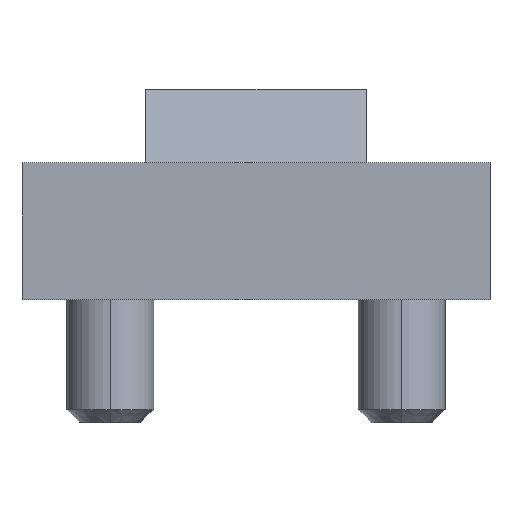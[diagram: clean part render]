
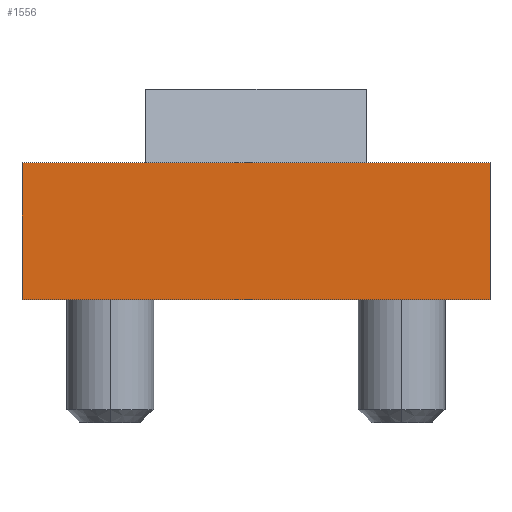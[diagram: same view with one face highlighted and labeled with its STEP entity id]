
A CAD part, left-side view. The second image highlights one B-rep face of the part: STEP entity #1556.
In plain terms, the highlighted planar face has unit normal (-1, 0, 0).
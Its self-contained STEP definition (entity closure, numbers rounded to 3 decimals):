
#18 = DIRECTION ( 'NONE',  ( 0., -1., 0. ) ) ;
#54 = DIRECTION ( 'NONE',  ( 0., 0., 1. ) ) ;
#65 = LINE ( 'NONE', #2102, #3035 ) ;
#149 = FACE_OUTER_BOUND ( 'NONE', #2857, .T. ) ;
#197 = LINE ( 'NONE', #3315, #2199 ) ;
#254 = EDGE_CURVE ( 'NONE', #1892, #2480, #1795, .T. ) ;
#392 = ORIENTED_EDGE ( 'NONE', *, *, #1035, .T. ) ;
#424 = VECTOR ( 'NONE', #2943, 1000. ) ;
#520 = CARTESIAN_POINT ( 'NONE',  ( -12.7, 43.688, 0. ) ) ;
#807 = VERTEX_POINT ( 'NONE', #1535 ) ;
#841 = ORIENTED_EDGE ( 'NONE', *, *, #254, .F. ) ;
#1035 = EDGE_CURVE ( 'NONE', #1892, #3010, #1108, .T. ) ;
#1108 = LINE ( 'NONE', #3243, #2377 ) ;
#1159 = DIRECTION ( 'NONE',  ( 1., 0., 0. ) ) ;
#1486 = CARTESIAN_POINT ( 'NONE',  ( -12.7, -10.16, 0. ) ) ;
#1533 = EDGE_CURVE ( 'NONE', #2480, #807, #65, .T. ) ;
#1535 = CARTESIAN_POINT ( 'NONE',  ( -12.7, -10.16, 15.748 ) ) ;
#1556 = ADVANCED_FACE ( 'NONE', ( #149 ), #1601, .F. ) ;
#1601 = PLANE ( 'NONE',  #2218 ) ;
#1693 = DIRECTION ( 'NONE',  ( 0., 1., 0. ) ) ;
#1730 = CARTESIAN_POINT ( 'NONE',  ( -12.7, 43.688, 15.748 ) ) ;
#1795 = LINE ( 'NONE', #2127, #424 ) ;
#1892 = VERTEX_POINT ( 'NONE', #520 ) ;
#2102 = CARTESIAN_POINT ( 'NONE',  ( -12.7, 43.688, 15.748 ) ) ;
#2127 = CARTESIAN_POINT ( 'NONE',  ( -12.7, 43.688, 0. ) ) ;
#2199 = VECTOR ( 'NONE', #54, 1000. ) ;
#2218 = AXIS2_PLACEMENT_3D ( 'NONE', #2948, #1159, #1693 ) ;
#2377 = VECTOR ( 'NONE', #3206, 1000. ) ;
#2480 = VERTEX_POINT ( 'NONE', #1730 ) ;
#2529 = EDGE_CURVE ( 'NONE', #3010, #807, #197, .T. ) ;
#2850 = ORIENTED_EDGE ( 'NONE', *, *, #2529, .T. ) ;
#2857 = EDGE_LOOP ( 'NONE', ( #2850, #3283, #841, #392 ) ) ;
#2943 = DIRECTION ( 'NONE',  ( 0., 0., 1. ) ) ;
#2948 = CARTESIAN_POINT ( 'NONE',  ( -12.7, 43.688, 0. ) ) ;
#3010 = VERTEX_POINT ( 'NONE', #1486 ) ;
#3035 = VECTOR ( 'NONE', #18, 1000. ) ;
#3206 = DIRECTION ( 'NONE',  ( 0., -1., 0. ) ) ;
#3243 = CARTESIAN_POINT ( 'NONE',  ( -12.7, 43.688, 0. ) ) ;
#3283 = ORIENTED_EDGE ( 'NONE', *, *, #1533, .F. ) ;
#3315 = CARTESIAN_POINT ( 'NONE',  ( -12.7, -10.16, 0. ) ) ;
